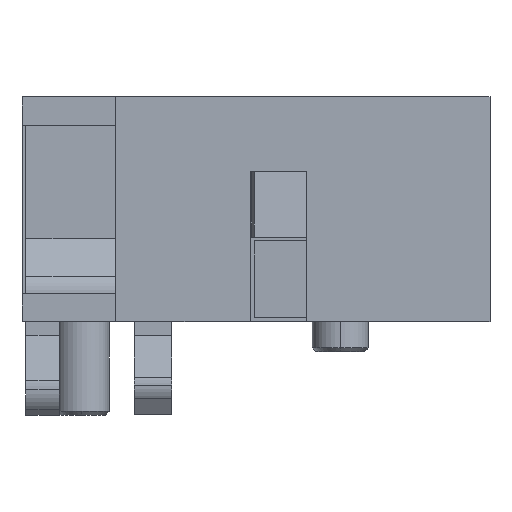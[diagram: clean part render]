
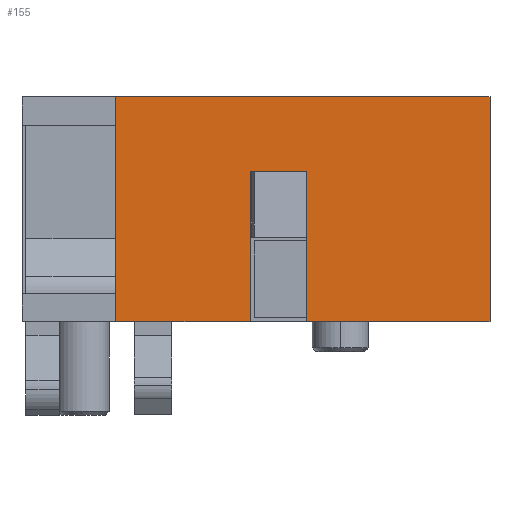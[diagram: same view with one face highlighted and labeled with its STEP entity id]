
A CAD part, top view. The second image highlights one B-rep face of the part: STEP entity #155.
In plain terms, the highlighted planar face has unit normal (0, 0, 1).
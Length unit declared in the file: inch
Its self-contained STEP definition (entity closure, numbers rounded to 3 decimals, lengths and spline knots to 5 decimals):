
#149 = DIRECTION ( 'NONE',  ( 1., 0., 0. ) ) ;
#155 = ADVANCED_FACE ( 'NONE', ( #2507 ), #3949, .T. ) ;
#262 = CARTESIAN_POINT ( 'NONE',  ( -0.49213, -0.12598, 0.19685 ) ) ;
#300 = ORIENTED_EDGE ( 'NONE', *, *, #501, .F. ) ;
#303 = VECTOR ( 'NONE', #438, 39.37008 ) ;
#328 = DIRECTION ( 'NONE',  ( -1., 0., 0. ) ) ;
#362 = VERTEX_POINT ( 'NONE', #1736 ) ;
#438 = DIRECTION ( 'NONE',  ( 0., -1., 0. ) ) ;
#467 = ORIENTED_EDGE ( 'NONE', *, *, #3709, .F. ) ;
#501 = EDGE_CURVE ( 'NONE', #1605, #3320, #3755, .T. ) ;
#502 = CARTESIAN_POINT ( 'NONE',  ( -0.3937, 0.11024, 0.19685 ) ) ;
#568 = LINE ( 'NONE', #1281, #940 ) ;
#571 = VERTEX_POINT ( 'NONE', #3722 ) ;
#689 = EDGE_CURVE ( 'NONE', #3394, #571, #568, .T. ) ;
#712 = ORIENTED_EDGE ( 'NONE', *, *, #4538, .T. ) ;
#870 = CARTESIAN_POINT ( 'NONE',  ( -0.19291, -0.12598, 0.19685 ) ) ;
#940 = VECTOR ( 'NONE', #3828, 39.37008 ) ;
#982 = EDGE_CURVE ( 'NONE', #2957, #3052, #1193, .T. ) ;
#1029 = CARTESIAN_POINT ( 'NONE',  ( -0.49213, -0.12598, 0.19685 ) ) ;
#1052 = EDGE_CURVE ( 'NONE', #3320, #3010, #1756, .T. ) ;
#1095 = DIRECTION ( 'NONE',  ( 0., -1., 0. ) ) ;
#1119 = EDGE_CURVE ( 'NONE', #1605, #571, #4639, .T. ) ;
#1168 = LINE ( 'NONE', #4433, #3518 ) ;
#1170 = ORIENTED_EDGE ( 'NONE', *, *, #982, .F. ) ;
#1193 = LINE ( 'NONE', #1238, #1399 ) ;
#1231 = CARTESIAN_POINT ( 'NONE',  ( -0.19291, -0.12598, 0.19685 ) ) ;
#1238 = CARTESIAN_POINT ( 'NONE',  ( -0.3937, -0.09685, 0.19685 ) ) ;
#1281 = CARTESIAN_POINT ( 'NONE',  ( 0., 0.11024, 0.19685 ) ) ;
#1389 = ORIENTED_EDGE ( 'NONE', *, *, #689, .F. ) ;
#1399 = VECTOR ( 'NONE', #1571, 39.37008 ) ;
#1451 = DIRECTION ( 'NONE',  ( 1., 0., 0. ) ) ;
#1539 = EDGE_CURVE ( 'NONE', #3052, #3394, #1168, .T. ) ;
#1571 = DIRECTION ( 'NONE',  ( 0., 1., 0. ) ) ;
#1605 = VERTEX_POINT ( 'NONE', #870 ) ;
#1632 = VECTOR ( 'NONE', #1451, 39.37008 ) ;
#1736 = CARTESIAN_POINT ( 'NONE',  ( -0.25197, -0.12598, 0.19685 ) ) ;
#1756 = LINE ( 'NONE', #4255, #3604 ) ;
#1910 = CARTESIAN_POINT ( 'NONE',  ( 0., 0.11024, 0.19685 ) ) ;
#1982 = ORIENTED_EDGE ( 'NONE', *, *, #1539, .F. ) ;
#2156 = CARTESIAN_POINT ( 'NONE',  ( -0.3937, -0.12598, 0.19685 ) ) ;
#2214 = CARTESIAN_POINT ( 'NONE',  ( -0.49213, 0.11024, 0.19685 ) ) ;
#2275 = CARTESIAN_POINT ( 'NONE',  ( -0.25197, 0.0315, 0.19685 ) ) ;
#2507 = FACE_OUTER_BOUND ( 'NONE', #3246, .T. ) ;
#2786 = LINE ( 'NONE', #262, #3478 ) ;
#2943 = LINE ( 'NONE', #3275, #303 ) ;
#2957 = VERTEX_POINT ( 'NONE', #2156 ) ;
#2971 = CARTESIAN_POINT ( 'NONE',  ( -0.19291, 0.0315, 0.19685 ) ) ;
#3010 = VERTEX_POINT ( 'NONE', #2275 ) ;
#3052 = VERTEX_POINT ( 'NONE', #502 ) ;
#3054 = AXIS2_PLACEMENT_3D ( 'NONE', #2214, #3969, #1095 ) ;
#3246 = EDGE_LOOP ( 'NONE', ( #1170, #712, #467, #4518, #300, #4337, #1389, #1982 ) ) ;
#3275 = CARTESIAN_POINT ( 'NONE',  ( -0.25197, -0.12598, 0.19685 ) ) ;
#3320 = VERTEX_POINT ( 'NONE', #2971 ) ;
#3349 = DIRECTION ( 'NONE',  ( 0., 1., 0. ) ) ;
#3394 = VERTEX_POINT ( 'NONE', #1910 ) ;
#3478 = VECTOR ( 'NONE', #3543, 39.37008 ) ;
#3518 = VECTOR ( 'NONE', #149, 39.37008 ) ;
#3543 = DIRECTION ( 'NONE',  ( 1., 0., 0. ) ) ;
#3604 = VECTOR ( 'NONE', #328, 39.37008 ) ;
#3709 = EDGE_CURVE ( 'NONE', #3010, #362, #2943, .T. ) ;
#3722 = CARTESIAN_POINT ( 'NONE',  ( 0., -0.12598, 0.19685 ) ) ;
#3729 = VECTOR ( 'NONE', #3349, 39.37008 ) ;
#3755 = LINE ( 'NONE', #1231, #3729 ) ;
#3828 = DIRECTION ( 'NONE',  ( 0., -1., 0. ) ) ;
#3949 = PLANE ( 'NONE',  #3054 ) ;
#3969 = DIRECTION ( 'NONE',  ( 0., 0., 1. ) ) ;
#4255 = CARTESIAN_POINT ( 'NONE',  ( -0.19291, 0.0315, 0.19685 ) ) ;
#4337 = ORIENTED_EDGE ( 'NONE', *, *, #1119, .T. ) ;
#4433 = CARTESIAN_POINT ( 'NONE',  ( -0.49213, 0.11024, 0.19685 ) ) ;
#4518 = ORIENTED_EDGE ( 'NONE', *, *, #1052, .F. ) ;
#4538 = EDGE_CURVE ( 'NONE', #2957, #362, #2786, .T. ) ;
#4639 = LINE ( 'NONE', #1029, #1632 ) ;
